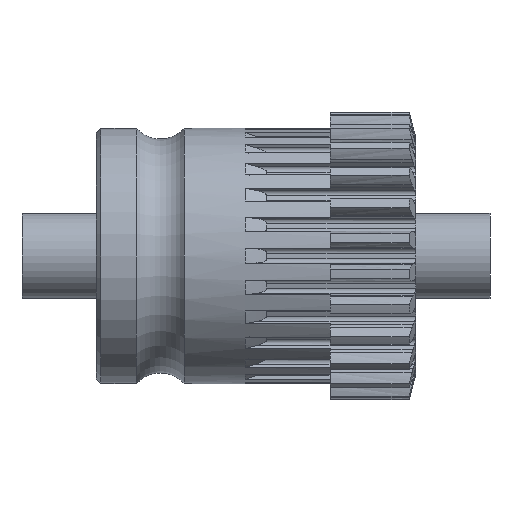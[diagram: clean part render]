
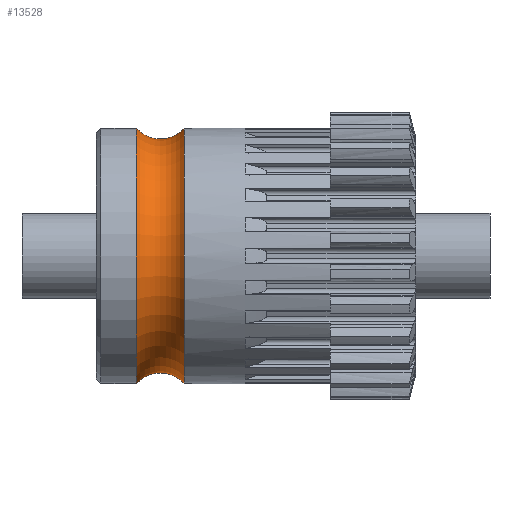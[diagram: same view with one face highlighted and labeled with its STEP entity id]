
A CAD part, left-side view. The second image highlights one B-rep face of the part: STEP entity #13528.
In plain terms, the highlighted toroidal (fillet/blend) face has major radius 7 mm and minor radius 1.5 mm.
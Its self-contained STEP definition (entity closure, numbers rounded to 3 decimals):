
#3549=FACE_OUTER_BOUND('',#4280,.T.);
#4280=EDGE_LOOP('',(#11025,#11026,#11027,#11028));
#4968=CIRCLE('',#14512,6.);
#4969=CIRCLE('',#14513,1.5);
#4970=CIRCLE('',#14514,6.);
#5999=VERTEX_POINT('',#22810);
#6000=VERTEX_POINT('',#22812);
#7792=EDGE_CURVE('',#5999,#5999,#4968,.T.);
#7793=EDGE_CURVE('',#5999,#6000,#4969,.T.);
#7794=EDGE_CURVE('',#6000,#6000,#4970,.T.);
#11025=ORIENTED_EDGE('',*,*,#7792,.F.);
#11026=ORIENTED_EDGE('',*,*,#7793,.T.);
#11027=ORIENTED_EDGE('',*,*,#7794,.F.);
#11028=ORIENTED_EDGE('',*,*,#7793,.F.);
#13158=TOROIDAL_SURFACE('',#14511,7.,1.5);
#13528=ADVANCED_FACE('',(#3549),#13158,.F.);
#14511=AXIS2_PLACEMENT_3D('',#22809,#16737,#16738);
#14512=AXIS2_PLACEMENT_3D('',#22811,#16739,#16740);
#14513=AXIS2_PLACEMENT_3D('',#22813,#16741,#16742);
#14514=AXIS2_PLACEMENT_3D('',#22814,#16743,#16744);
#16737=DIRECTION('center_axis',(0.,1.,0.));
#16738=DIRECTION('ref_axis',(1.,0.,0.));
#16739=DIRECTION('center_axis',(0.,1.,0.));
#16740=DIRECTION('ref_axis',(1.,0.,0.));
#16741=DIRECTION('center_axis',(0.,0.,
-1.));
#16742=DIRECTION('ref_axis',(-1.,0.,0.));
#16743=DIRECTION('center_axis',(0.,-1.,0.));
#16744=DIRECTION('ref_axis',(1.,0.,0.));
#22809=CARTESIAN_POINT('Origin',(0.,12.,0.));
#22810=CARTESIAN_POINT('',(-6.,13.118,0.));
#22811=CARTESIAN_POINT('Origin',(0.,13.118,0.));
#22812=CARTESIAN_POINT('',(-6.,10.882,0.));
#22813=CARTESIAN_POINT('Origin',(-7.,12.,0.));
#22814=CARTESIAN_POINT('Origin',(0.,10.882,0.));
